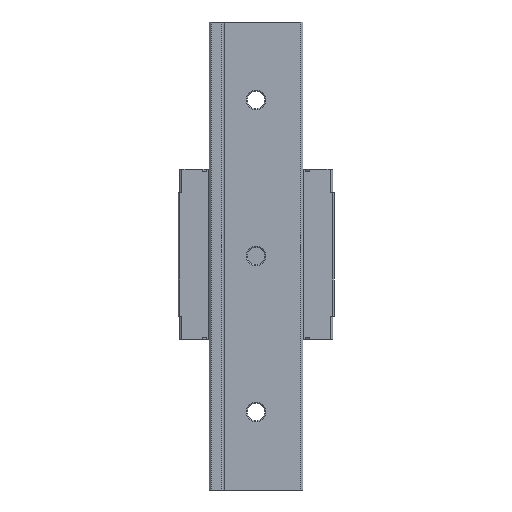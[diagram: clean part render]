
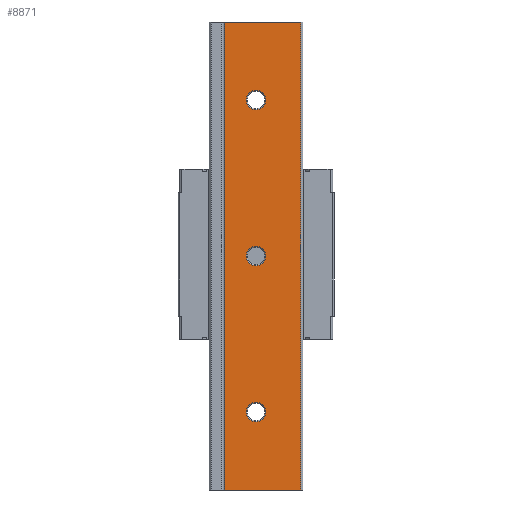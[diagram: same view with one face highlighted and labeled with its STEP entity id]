
A CAD part, front view. The second image highlights one B-rep face of the part: STEP entity #8871.
In plain terms, the highlighted planar face has unit normal (0, -1, 0).
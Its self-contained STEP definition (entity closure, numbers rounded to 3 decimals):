
#281 = VECTOR ( 'NONE', #10804, 1000. ) ;
#350 = FACE_BOUND ( 'NONE', #8609, .T. ) ;
#455 = DIRECTION ( 'NONE',  ( 0., 0., 1. ) ) ;
#698 = CARTESIAN_POINT ( 'NONE',  ( 11.5, -4., 0. ) ) ;
#699 = ORIENTED_EDGE ( 'NONE', *, *, #8453, .T. ) ;
#847 = VERTEX_POINT ( 'NONE', #11219 ) ;
#854 = DIRECTION ( 'NONE',  ( 0., 0., 1. ) ) ;
#890 = EDGE_CURVE ( 'NONE', #1208, #7783, #8865, .T. ) ;
#1122 = CARTESIAN_POINT ( 'NONE',  ( -8.067, -4., 0. ) ) ;
#1193 = LINE ( 'NONE', #6454, #8594 ) ;
#1208 = VERTEX_POINT ( 'NONE', #4864 ) ;
#1324 = CARTESIAN_POINT ( 'NONE',  ( 11.5, -4., 0. ) ) ;
#1421 = VECTOR ( 'NONE', #2046, 1000. ) ;
#1431 = CIRCLE ( 'NONE', #8038, 2.5 ) ;
#1448 = ORIENTED_EDGE ( 'NONE', *, *, #7784, .T. ) ;
#1723 = CIRCLE ( 'NONE', #10604, 2.5 ) ;
#1776 = ORIENTED_EDGE ( 'NONE', *, *, #890, .T. ) ;
#1803 = CARTESIAN_POINT ( 'NONE',  ( 0., -4., -120. ) ) ;
#1971 = AXIS2_PLACEMENT_3D ( 'NONE', #7212, #10820, #2698 ) ;
#2014 = ORIENTED_EDGE ( 'NONE', *, *, #9137, .T. ) ;
#2046 = DIRECTION ( 'NONE',  ( 1., 0., 0. ) ) ;
#2335 = DIRECTION ( 'NONE',  ( 0., 1., 0. ) ) ;
#2541 = ORIENTED_EDGE ( 'NONE', *, *, #8675, .T. ) ;
#2572 = LINE ( 'NONE', #698, #281 ) ;
#2617 = VERTEX_POINT ( 'NONE', #4297 ) ;
#2698 = DIRECTION ( 'NONE',  ( 0., 0., 1. ) ) ;
#2800 = LINE ( 'NONE', #1803, #1421 ) ;
#2866 = VERTEX_POINT ( 'NONE', #5302 ) ;
#2983 = VERTEX_POINT ( 'NONE', #10577 ) ;
#3013 = CARTESIAN_POINT ( 'NONE',  ( -8.067, -4., -120. ) ) ;
#3199 = ORIENTED_EDGE ( 'NONE', *, *, #7946, .F. ) ;
#3597 = VERTEX_POINT ( 'NONE', #6827 ) ;
#3745 = AXIS2_PLACEMENT_3D ( 'NONE', #11334, #2335, #5927 ) ;
#4042 = CIRCLE ( 'NONE', #1971, 2.5 ) ;
#4052 = CIRCLE ( 'NONE', #10858, 2.5 ) ;
#4090 = EDGE_LOOP ( 'NONE', ( #1776, #10662 ) ) ;
#4246 = AXIS2_PLACEMENT_3D ( 'NONE', #6254, #8984, #10695 ) ;
#4297 = CARTESIAN_POINT ( 'NONE',  ( 0., -4., -22.5 ) ) ;
#4351 = VERTEX_POINT ( 'NONE', #3013 ) ;
#4431 = AXIS2_PLACEMENT_3D ( 'NONE', #5766, #7615, #10447 ) ;
#4578 = ORIENTED_EDGE ( 'NONE', *, *, #6256, .T. ) ;
#4678 = EDGE_CURVE ( 'NONE', #7783, #1208, #1723, .T. ) ;
#4864 = CARTESIAN_POINT ( 'NONE',  ( 0., -4., -62.5 ) ) ;
#4934 = DIRECTION ( 'NONE',  ( 0., 1., 0. ) ) ;
#5302 = CARTESIAN_POINT ( 'NONE',  ( 0., -4., -102.5 ) ) ;
#5350 = CARTESIAN_POINT ( 'NONE',  ( 0., -4., -57.5 ) ) ;
#5423 = CARTESIAN_POINT ( 'NONE',  ( 0., -4., 0. ) ) ;
#5766 = CARTESIAN_POINT ( 'NONE',  ( 0., -4., -120. ) ) ;
#5927 = DIRECTION ( 'NONE',  ( 0., 0., 1. ) ) ;
#6178 = DIRECTION ( 'NONE',  ( 0., 1., 0. ) ) ;
#6254 = CARTESIAN_POINT ( 'NONE',  ( 0., -4., -20. ) ) ;
#6256 = EDGE_CURVE ( 'NONE', #2983, #10875, #2572, .T. ) ;
#6379 = EDGE_LOOP ( 'NONE', ( #2014, #699 ) ) ;
#6454 = CARTESIAN_POINT ( 'NONE',  ( -8.067, -4., -120. ) ) ;
#6553 = EDGE_CURVE ( 'NONE', #8374, #10875, #9879, .T. ) ;
#6781 = ORIENTED_EDGE ( 'NONE', *, *, #8212, .T. ) ;
#6827 = CARTESIAN_POINT ( 'NONE',  ( 0., -4., -97.5 ) ) ;
#6843 = FACE_OUTER_BOUND ( 'NONE', #7583, .T. ) ;
#7212 = CARTESIAN_POINT ( 'NONE',  ( 0., -4., -20. ) ) ;
#7583 = EDGE_LOOP ( 'NONE', ( #2541, #4578, #10721, #3199 ) ) ;
#7607 = CARTESIAN_POINT ( 'NONE',  ( 0., -4., -100. ) ) ;
#7615 = DIRECTION ( 'NONE',  ( 0., -1., 0. ) ) ;
#7731 = FACE_BOUND ( 'NONE', #4090, .T. ) ;
#7783 = VERTEX_POINT ( 'NONE', #5350 ) ;
#7784 = EDGE_CURVE ( 'NONE', #847, #2617, #9361, .T. ) ;
#7946 = EDGE_CURVE ( 'NONE', #4351, #8374, #1193, .T. ) ;
#8012 = DIRECTION ( 'NONE',  ( 0., 1., 0. ) ) ;
#8038 = AXIS2_PLACEMENT_3D ( 'NONE', #7607, #4934, #455 ) ;
#8046 = DIRECTION ( 'NONE',  ( 1., 0., 0. ) ) ;
#8182 = CARTESIAN_POINT ( 'NONE',  ( 0., -4., -60. ) ) ;
#8212 = EDGE_CURVE ( 'NONE', #2617, #847, #4042, .T. ) ;
#8374 = VERTEX_POINT ( 'NONE', #1122 ) ;
#8453 = EDGE_CURVE ( 'NONE', #3597, #2866, #4052, .T. ) ;
#8594 = VECTOR ( 'NONE', #11006, 1000. ) ;
#8609 = EDGE_LOOP ( 'NONE', ( #6781, #1448 ) ) ;
#8675 = EDGE_CURVE ( 'NONE', #4351, #2983, #2800, .T. ) ;
#8865 = CIRCLE ( 'NONE', #3745, 2.5 ) ;
#8871 = ADVANCED_FACE ( 'NONE', ( #350, #7731, #11340, #6843 ), #11397, .T. ) ;
#8984 = DIRECTION ( 'NONE',  ( 0., 1., 0. ) ) ;
#9137 = EDGE_CURVE ( 'NONE', #2866, #3597, #1431, .T. ) ;
#9161 = VECTOR ( 'NONE', #8046, 1000. ) ;
#9361 = CIRCLE ( 'NONE', #4246, 2.5 ) ;
#9879 = LINE ( 'NONE', #5423, #9161 ) ;
#10447 = DIRECTION ( 'NONE',  ( 1., 0., 0. ) ) ;
#10567 = DIRECTION ( 'NONE',  ( 0., 0., 1. ) ) ;
#10577 = CARTESIAN_POINT ( 'NONE',  ( 11.5, -4., -120. ) ) ;
#10604 = AXIS2_PLACEMENT_3D ( 'NONE', #8182, #8012, #854 ) ;
#10662 = ORIENTED_EDGE ( 'NONE', *, *, #4678, .T. ) ;
#10695 = DIRECTION ( 'NONE',  ( 0., 0., 1. ) ) ;
#10721 = ORIENTED_EDGE ( 'NONE', *, *, #6553, .F. ) ;
#10739 = CARTESIAN_POINT ( 'NONE',  ( 0., -4., -100. ) ) ;
#10804 = DIRECTION ( 'NONE',  ( 0., 0., 1. ) ) ;
#10820 = DIRECTION ( 'NONE',  ( 0., 1., 0. ) ) ;
#10858 = AXIS2_PLACEMENT_3D ( 'NONE', #10739, #6178, #10567 ) ;
#10875 = VERTEX_POINT ( 'NONE', #1324 ) ;
#11006 = DIRECTION ( 'NONE',  ( 0., 0., 1. ) ) ;
#11219 = CARTESIAN_POINT ( 'NONE',  ( 0., -4., -17.5 ) ) ;
#11334 = CARTESIAN_POINT ( 'NONE',  ( 0., -4., -60. ) ) ;
#11340 = FACE_BOUND ( 'NONE', #6379, .T. ) ;
#11397 = PLANE ( 'NONE',  #4431 ) ;
